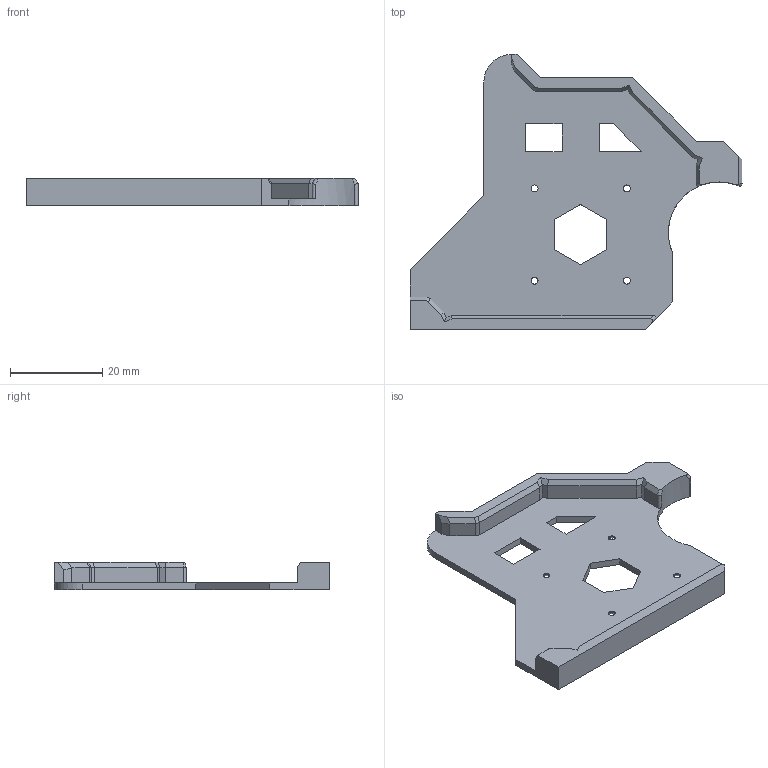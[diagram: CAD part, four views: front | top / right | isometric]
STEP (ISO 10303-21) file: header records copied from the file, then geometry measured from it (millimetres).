
FILE_DESCRIPTION(/* description */ (''),/* implementation_level */ '2;1');
FILE_NAME(/* name */ 'drilling_helper.step',/* time_stamp */ '2017-10-10T17:54:01+02:00',/* author */ ('gregsaun'),/* organization */ (''),/* preprocessor_version */ 'ST-DEVELOPER v16.13',/* originating_system */ 'Autodesk Translation Framework v6.5.0.72',/* authorisation */ '');
FILE_SCHEMA (('AUTOMOTIVE_DESIGN { 1 0 10303 214 3 1 1 }'));
Length unit declared in the file: millimetre
Products named in the file (1): drilling_helper v10
Bounding box: 71.97 x 59.65 x 6 mm (x, y, z)
Volume: 5519.1 mm3; surface area: 6588.1 mm2
Topology: 1 solids, 1 shells, 81 faces, 223 edges, 144 vertices
Faces by surface type: plane 61, cylinder 14, cone 4, bspline 2
Full cylindrical faces by diameter (mm): 1.5 x4
Entity records: 2792 total; most frequent: CARTESIAN_POINT 650, ORIENTED_EDGE 446, DIRECTION 418, EDGE_CURVE 223, LINE 180, VECTOR 180, VERTEX_POINT 144, AXIS2_PLACEMENT_3D 119
